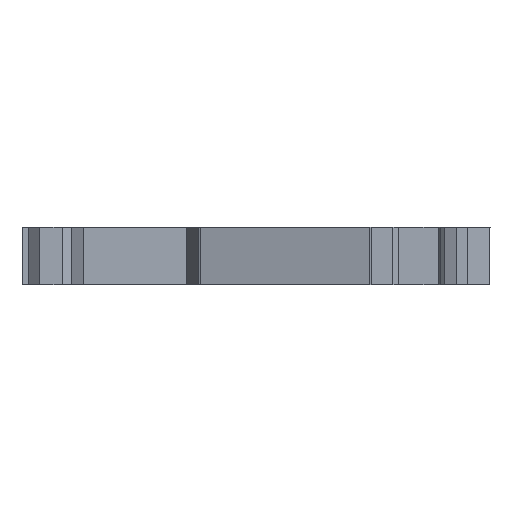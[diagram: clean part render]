
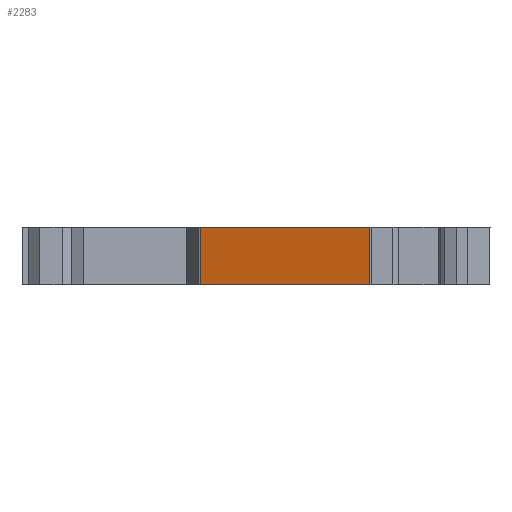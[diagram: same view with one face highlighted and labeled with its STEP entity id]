
A CAD part, front view. The second image highlights one B-rep face of the part: STEP entity #2283.
In plain terms, the highlighted free-form (B-spline) face has degree [1, 1] with [2, 2] control points.
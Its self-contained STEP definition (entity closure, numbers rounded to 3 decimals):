
#1497=CARTESIAN_POINT('',(39.464,32.169,-5.178));
#1498=VERTEX_POINT('',#1497);
#1505=CARTESIAN_POINT('',(39.464,32.169,0.));
#1506=VERTEX_POINT('',#1505);
#1507=CARTESIAN_POINT('',(39.464,32.169,0.));
#1508=CARTESIAN_POINT('',(39.464,32.169,-5.178));
#1509=B_SPLINE_CURVE_WITH_KNOTS('',1,(#1507,#1508),.POLYLINE_FORM.,.F.,.U.,(2,2),(0.027,0.973),.UNSPECIFIED.);
#1510=EDGE_CURVE('',#1506,#1498,#1509,.T.);
#1541=CARTESIAN_POINT('',(54.831,27.994,0.));
#1542=VERTEX_POINT('',#1541);
#1549=CARTESIAN_POINT('',(54.831,27.994,-5.178));
#1550=VERTEX_POINT('',#1549);
#1551=CARTESIAN_POINT('',(54.831,27.994,0.));
#1552=CARTESIAN_POINT('',(54.831,27.994,-5.178));
#1553=B_SPLINE_CURVE_WITH_KNOTS('',1,(#1551,#1552),.POLYLINE_FORM.,.F.,.U.,(2,2),(0.027,0.973),.UNSPECIFIED.);
#1554=EDGE_CURVE('',#1542,#1550,#1553,.T.);
#2143=CARTESIAN_POINT('',(54.831,27.994,-5.178));
#2144=CARTESIAN_POINT('',(39.464,32.169,-5.178));
#2145=B_SPLINE_CURVE_WITH_KNOTS('',1,(#2143,#2144),.POLYLINE_FORM.,.F.,.U.,(2,2),(0.498,0.501),.UNSPECIFIED.);
#2146=EDGE_CURVE('',#1550,#1498,#2145,.T.);
#2238=CARTESIAN_POINT('',(39.464,32.169,0.));
#2239=CARTESIAN_POINT('',(54.831,27.994,0.));
#2240=B_SPLINE_CURVE_WITH_KNOTS('',1,(#2238,#2239),.POLYLINE_FORM.,.F.,.U.,(2,2),(0.625,0.626),.UNSPECIFIED.);
#2241=EDGE_CURVE('',#1506,#1542,#2240,.T.);
#2272=CARTESIAN_POINT('',(39.464,32.169,0.15));
#2273=CARTESIAN_POINT('',(39.464,32.169,-5.328));
#2274=CARTESIAN_POINT('',(55.138,27.91,0.15));
#2275=CARTESIAN_POINT('',(55.138,27.91,-5.328));
#2276=B_SPLINE_SURFACE_WITH_KNOTS('',1,1,((#2272,#2273),(#2274,#2275)),.PLANE_SURF.,.F.,.F.,.U.,(2,2),(2,2),(0.,1.02),(-0.029,1.029),.UNSPECIFIED.);
#2277=ORIENTED_EDGE('',*,*,#1554,.T.);
#2278=ORIENTED_EDGE('',*,*,#2146,.T.);
#2279=ORIENTED_EDGE('',*,*,#1510,.F.);
#2280=ORIENTED_EDGE('',*,*,#2241,.T.);
#2281=EDGE_LOOP('',(#2277,#2278,#2279,#2280));
#2282=FACE_OUTER_BOUND('',#2281,.F.);
#2283=ADVANCED_FACE('',(#2282),#2276,.F.);
